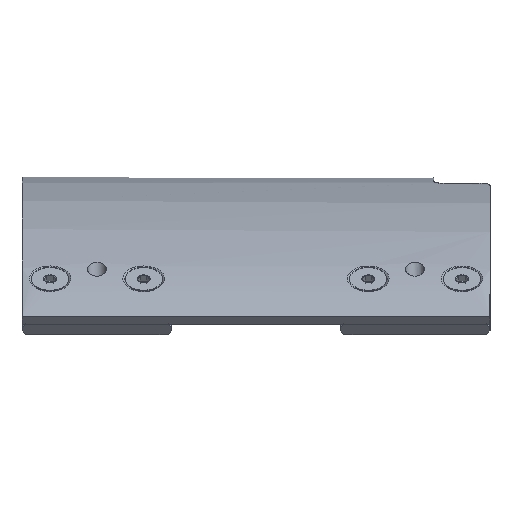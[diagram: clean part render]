
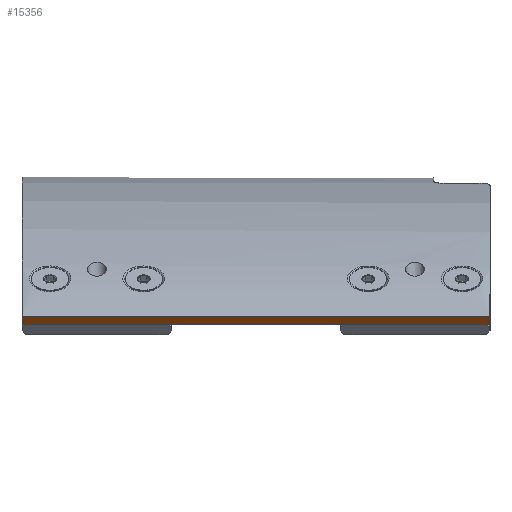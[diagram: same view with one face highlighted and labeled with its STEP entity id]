
A CAD part, left-side view. The second image highlights one B-rep face of the part: STEP entity #15356.
In plain terms, the highlighted planar face has unit normal (-0.707, 0, -0.707).
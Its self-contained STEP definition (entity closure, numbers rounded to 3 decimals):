
#932=PLANE('',#16060);
#1755=FACE_OUTER_BOUND('',#2667,.T.);
#2667=EDGE_LOOP('',(#14298,#14299,#14300,#14301));
#4204=LINE('',#27753,#5773);
#4213=LINE('',#28069,#5782);
#4235=LINE('',#30102,#5804);
#4237=LINE('',#30105,#5806);
#5773=VECTOR('',#18923,10.);
#5782=VECTOR('',#18948,10.);
#5804=VECTOR('',#19022,10.);
#5806=VECTOR('',#19026,10.);
#7663=VERTEX_POINT('',#27750);
#7664=VERTEX_POINT('',#27752);
#7673=VERTEX_POINT('',#28067);
#7714=VERTEX_POINT('',#30101);
#9833=EDGE_CURVE('',#7663,#7664,#4204,.T.);
#9849=EDGE_CURVE('',#7673,#7663,#4213,.T.);
#9910=EDGE_CURVE('',#7664,#7714,#4235,.T.);
#9912=EDGE_CURVE('',#7714,#7673,#4237,.T.);
#14298=ORIENTED_EDGE('',*,*,#9849,.F.);
#14299=ORIENTED_EDGE('',*,*,#9912,.F.);
#14300=ORIENTED_EDGE('',*,*,#9910,.F.);
#14301=ORIENTED_EDGE('',*,*,#9833,.F.);
#15356=ADVANCED_FACE('',(#1755),#932,.T.);
#16060=AXIS2_PLACEMENT_3D('',#30104,#19024,#19025);
#18923=DIRECTION('',(0.707,0.,-0.707));
#18948=DIRECTION('',(0.,-1.,0.));
#19022=DIRECTION('',(0.,1.,0.));
#19024=DIRECTION('center_axis',(-0.707,0.,-0.707));
#19025=DIRECTION('ref_axis',(-0.707,0.,0.707));
#19026=DIRECTION('',(-0.707,0.,0.707));
#27750=CARTESIAN_POINT('',(-89.803,-62.5,89.803));
#27752=CARTESIAN_POINT('',(-87.681,-62.5,87.681));
#27753=CARTESIAN_POINT('',(0.,-62.5,0.));
#28067=CARTESIAN_POINT('',(-89.803,62.5,89.803));
#28069=CARTESIAN_POINT('',(-89.803,0.,89.803));
#30101=CARTESIAN_POINT('',(-87.681,62.5,87.681));
#30102=CARTESIAN_POINT('',(-87.681,0.,87.681));
#30104=CARTESIAN_POINT('Origin',(-87.681,0.,87.681));
#30105=CARTESIAN_POINT('',(0.,62.5,0.));
